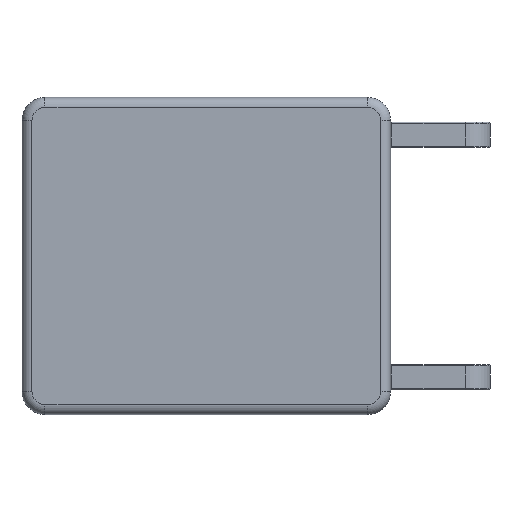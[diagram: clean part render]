
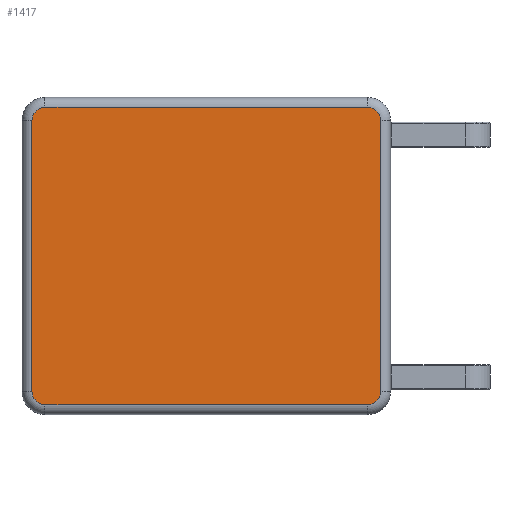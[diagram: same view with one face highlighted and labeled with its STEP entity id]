
A CAD part, front view. The second image highlights one B-rep face of the part: STEP entity #1417.
In plain terms, the highlighted planar face has unit normal (0, -1, 0).
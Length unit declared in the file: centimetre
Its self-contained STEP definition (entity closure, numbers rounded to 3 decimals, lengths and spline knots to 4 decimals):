
#61=PLANE('',#1583);
#124=LINE('',#2335,#220);
#126=LINE('',#2347,#222);
#128=LINE('',#2359,#224);
#130=LINE('',#2371,#226);
#220=VECTOR('',#1886,1.);
#222=VECTOR('',#1902,1.);
#224=VECTOR('',#1916,1.);
#226=VECTOR('',#1930,1.);
#369=FACE_OUTER_BOUND('',#471,.T.);
#471=EDGE_LOOP('',(#1192,#1193,#1194,#1195,#1196,#1197,#1198,#1199));
#588=CIRCLE('',#1559,0.26);
#592=CIRCLE('',#1565,0.26);
#596=CIRCLE('',#1571,0.26);
#599=CIRCLE('',#1576,0.26);
#689=VERTEX_POINT('',#2332);
#690=VERTEX_POINT('',#2334);
#692=VERTEX_POINT('',#2340);
#693=VERTEX_POINT('',#2345);
#694=VERTEX_POINT('',#2349);
#696=VERTEX_POINT('',#2355);
#698=VERTEX_POINT('',#2361);
#700=VERTEX_POINT('',#2367);
#853=EDGE_CURVE('',#689,#690,#124,.T.);
#858=EDGE_CURVE('',#690,#692,#588,.T.);
#860=EDGE_CURVE('',#692,#693,#126,.T.);
#863=EDGE_CURVE('',#693,#694,#592,.T.);
#866=EDGE_CURVE('',#694,#696,#128,.T.);
#869=EDGE_CURVE('',#696,#698,#596,.T.);
#872=EDGE_CURVE('',#698,#700,#130,.T.);
#874=EDGE_CURVE('',#700,#689,#599,.T.);
#1192=ORIENTED_EDGE('',*,*,#853,.F.);
#1193=ORIENTED_EDGE('',*,*,#874,.F.);
#1194=ORIENTED_EDGE('',*,*,#872,.F.);
#1195=ORIENTED_EDGE('',*,*,#869,.F.);
#1196=ORIENTED_EDGE('',*,*,#866,.F.);
#1197=ORIENTED_EDGE('',*,*,#863,.F.);
#1198=ORIENTED_EDGE('',*,*,#860,.F.);
#1199=ORIENTED_EDGE('',*,*,#858,.F.);
#1417=ADVANCED_FACE('',(#369),#61,.F.);
#1559=AXIS2_PLACEMENT_3D('',#2343,#1896,#1897);
#1565=AXIS2_PLACEMENT_3D('',#2353,#1909,#1910);
#1571=AXIS2_PLACEMENT_3D('',#2365,#1923,#1924);
#1576=AXIS2_PLACEMENT_3D('',#2374,#1935,#1936);
#1583=AXIS2_PLACEMENT_3D('',#2409,#1964,#1965);
#1886=DIRECTION('',(1.,0.,0.));
#1896=DIRECTION('center_axis',(0.,1.,0.));
#1897=DIRECTION('ref_axis',(0.707,0.,0.707));
#1902=DIRECTION('',(0.,0.,-1.));
#1909=DIRECTION('center_axis',(0.,1.,0.));
#1910=DIRECTION('ref_axis',(0.707,0.,-0.707));
#1916=DIRECTION('',(-1.,0.,0.));
#1923=DIRECTION('center_axis',(0.,1.,0.));
#1924=DIRECTION('ref_axis',(-0.707,0.,-0.707));
#1930=DIRECTION('',(0.,0.,1.));
#1935=DIRECTION('center_axis',(0.,1.,0.));
#1936=DIRECTION('ref_axis',(-0.707,0.,0.707));
#1964=DIRECTION('center_axis',(0.,1.,0.));
#1965=DIRECTION('ref_axis',(1.,0.,0.));
#2332=CARTESIAN_POINT('',(0.2,-0.16,0.06));
#2334=CARTESIAN_POINT('',(6.66,-0.16,0.06));
#2335=CARTESIAN_POINT('',(1.665,-0.16,0.06));
#2340=CARTESIAN_POINT('',(6.92,-0.16,-0.2));
#2343=CARTESIAN_POINT('Origin',(6.66,-0.16,-0.2));
#2345=CARTESIAN_POINT('',(6.92,-0.16,-5.63));
#2347=CARTESIAN_POINT('',(6.92,-0.16,-1.4075));
#2349=CARTESIAN_POINT('',(6.66,-0.16,-5.89));
#2353=CARTESIAN_POINT('Origin',(6.66,-0.16,-5.63));
#2355=CARTESIAN_POINT('',(0.2,-0.16,-5.89));
#2359=CARTESIAN_POINT('',(5.195,-0.16,-5.89));
#2361=CARTESIAN_POINT('',(-0.06,-0.16,-5.63));
#2365=CARTESIAN_POINT('Origin',(0.2,-0.16,-5.63));
#2367=CARTESIAN_POINT('',(-0.06,-0.16,-0.2));
#2371=CARTESIAN_POINT('',(-0.06,-0.16,-4.4225));
#2374=CARTESIAN_POINT('Origin',(0.2,-0.16,-0.2));
#2409=CARTESIAN_POINT('Origin',(3.43,-0.16,-2.915));
